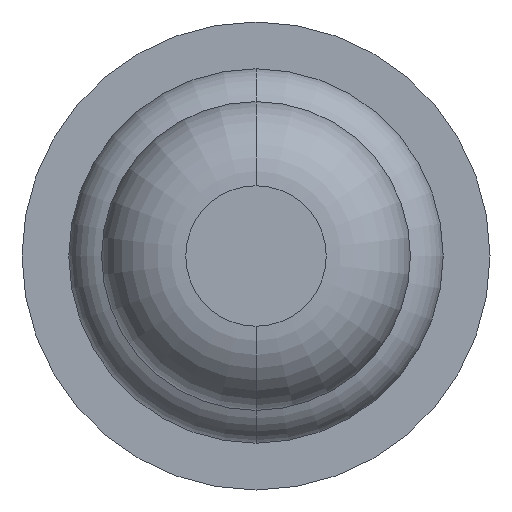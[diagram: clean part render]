
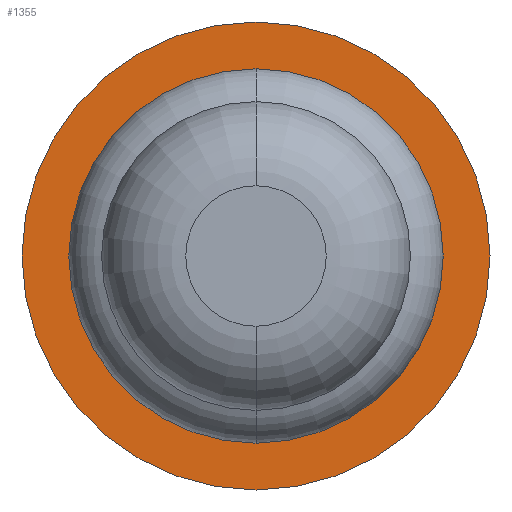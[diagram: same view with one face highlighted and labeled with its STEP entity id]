
A CAD part, front view. The second image highlights one B-rep face of the part: STEP entity #1355.
In plain terms, the highlighted planar face has unit normal (0, -1, 0).
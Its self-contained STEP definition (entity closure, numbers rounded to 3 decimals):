
#49 = AXIS2_PLACEMENT_3D ( 'NONE', #1409, #3157, #4211 ) ;
#75 = CARTESIAN_POINT ( 'NONE',  ( 0., 5., 0. ) ) ;
#156 = AXIS2_PLACEMENT_3D ( 'NONE', #2371, #4505, #1634 ) ;
#166 = DIRECTION ( 'NONE',  ( 0., 0., 1. ) ) ;
#185 = VERTEX_POINT ( 'NONE', #3264 ) ;
#286 = PLANE ( 'NONE',  #156 ) ;
#596 = AXIS2_PLACEMENT_3D ( 'NONE', #3850, #4210, #3177 ) ;
#726 = VERTEX_POINT ( 'NONE', #1114 ) ;
#859 = CARTESIAN_POINT ( 'NONE',  ( 0., 5., 1.25 ) ) ;
#873 = EDGE_CURVE ( 'Defeature ausgef�hrt1_13+Defeature ausgef�hrt1_10+Defeature ausgef�hrt1_10+Defeature ausgef�hrt1_10', #185, #1919, #3307, .T. ) ;
#1114 = CARTESIAN_POINT ( 'NONE',  ( 0., 5., -1.25 ) ) ;
#1198 = EDGE_LOOP ( 'NONE', ( #4269, #2321 ) ) ;
#1355 = ADVANCED_FACE ( 'Defeature ausgef�hrt1_13', ( #1483, #3244 ), #286, .F. ) ;
#1409 = CARTESIAN_POINT ( 'NONE',  ( 0., 5., 0. ) ) ;
#1454 = DIRECTION ( 'NONE',  ( 0., 1., 0. ) ) ;
#1483 = FACE_OUTER_BOUND ( 'NONE', #2919, .T. ) ;
#1634 = DIRECTION ( 'NONE',  ( 0., 0., 1. ) ) ;
#1716 = CIRCLE ( 'NONE', #596, 0.64 ) ;
#1883 = CARTESIAN_POINT ( 'NONE',  ( 0., 5., -0.64 ) ) ;
#1919 = VERTEX_POINT ( 'NONE', #1883 ) ;
#2019 = ORIENTED_EDGE ( 'NONE', *, *, #2359, .F. ) ;
#2116 = AXIS2_PLACEMENT_3D ( 'NONE', #75, #1454, #3899 ) ;
#2145 = AXIS2_PLACEMENT_3D ( 'NONE', #4362, #2258, #166 ) ;
#2258 = DIRECTION ( 'NONE',  ( 0., 1., 0. ) ) ;
#2263 = CIRCLE ( 'NONE', #2145, 1.25 ) ;
#2321 = ORIENTED_EDGE ( 'NONE', *, *, #2677, .T. ) ;
#2359 = EDGE_CURVE ( 'Defeature ausgef�hrt1_12+Defeature ausgef�hrt1_13+Defeature ausgef�hrt1_13+Defeature ausgef�hrt1_13', #726, #3471, #3084, .T. ) ;
#2371 = CARTESIAN_POINT ( 'NONE',  ( 1.25, 5., 0. ) ) ;
#2677 = EDGE_CURVE ( 'Defeature ausgef�hrt1_13+Defeature ausgef�hrt1_10+Defeature ausgef�hrt1_10+Defeature ausgef�hrt1_10', #1919, #185, #1716, .T. ) ;
#2768 = EDGE_CURVE ( 'Defeature ausgef�hrt1_12+Defeature ausgef�hrt1_13+Defeature ausgef�hrt1_13+Defeature ausgef�hrt1_13', #3471, #726, #2263, .T. ) ;
#2919 = EDGE_LOOP ( 'NONE', ( #3705, #2019 ) ) ;
#3084 = CIRCLE ( 'NONE', #2116, 1.25 ) ;
#3157 = DIRECTION ( 'NONE',  ( 0., 1., 0. ) ) ;
#3177 = DIRECTION ( 'NONE',  ( 0., 0., 1. ) ) ;
#3244 = FACE_BOUND ( 'NONE', #1198, .T. ) ;
#3264 = CARTESIAN_POINT ( 'NONE',  ( 0., 5., 0.64 ) ) ;
#3307 = CIRCLE ( 'NONE', #49, 0.64 ) ;
#3471 = VERTEX_POINT ( 'NONE', #859 ) ;
#3705 = ORIENTED_EDGE ( 'NONE', *, *, #2768, .F. ) ;
#3850 = CARTESIAN_POINT ( 'NONE',  ( 0., 5., 0. ) ) ;
#3899 = DIRECTION ( 'NONE',  ( 0., 0., 1. ) ) ;
#4210 = DIRECTION ( 'NONE',  ( 0., 1., 0. ) ) ;
#4211 = DIRECTION ( 'NONE',  ( 0., 0., 1. ) ) ;
#4269 = ORIENTED_EDGE ( 'NONE', *, *, #873, .T. ) ;
#4362 = CARTESIAN_POINT ( 'NONE',  ( 0., 5., 0. ) ) ;
#4505 = DIRECTION ( 'NONE',  ( 0., 1., 0. ) ) ;
